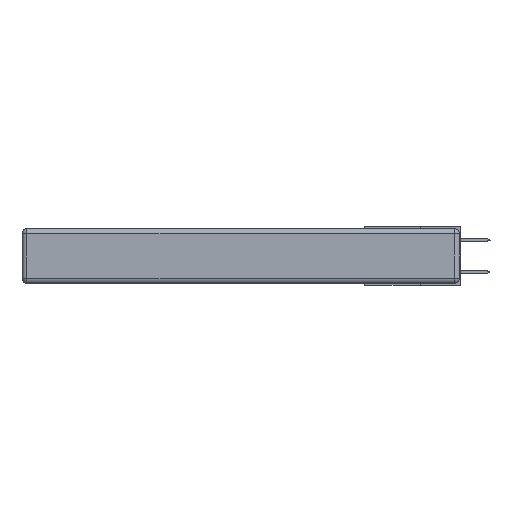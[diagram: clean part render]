
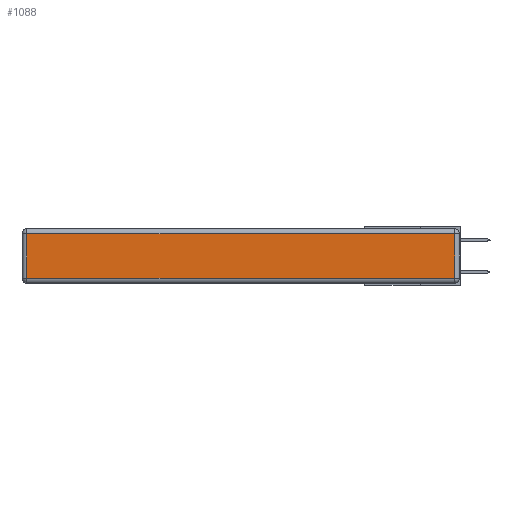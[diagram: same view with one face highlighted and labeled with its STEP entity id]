
A CAD part, left-side view. The second image highlights one B-rep face of the part: STEP entity #1088.
In plain terms, the highlighted planar face has unit normal (-1, 0, 0).
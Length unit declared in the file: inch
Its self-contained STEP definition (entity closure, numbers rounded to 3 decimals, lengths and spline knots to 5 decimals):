
#53 = AXIS2_PLACEMENT_3D ( 'NONE', #10520, #5968, #285 ) ;
#285 = DIRECTION ( 'NONE',  ( 0., 0., 1. ) ) ;
#460 = DIRECTION ( 'NONE',  ( 0., 0., -1. ) ) ;
#844 = ORIENTED_EDGE ( 'NONE', *, *, #1340, .T. ) ;
#1088 = ADVANCED_FACE ( 'NONE', ( #7659 ), #8151, .T. ) ;
#1340 = EDGE_CURVE ( 'NONE', #3097, #10568, #6023, .T. ) ;
#1905 = EDGE_CURVE ( 'NONE', #5302, #6078, #11021, .T. ) ;
#2303 = CARTESIAN_POINT ( 'NONE',  ( 0., 0.03, -0.03 ) ) ;
#3003 = CARTESIAN_POINT ( 'NONE',  ( 0., 0.03, -0.313 ) ) ;
#3097 = VERTEX_POINT ( 'NONE', #3003 ) ;
#3825 = EDGE_CURVE ( 'NONE', #6078, #3097, #5889, .T. ) ;
#4592 = CARTESIAN_POINT ( 'NONE',  ( 0., 2.72, -0.313 ) ) ;
#5226 = VECTOR ( 'NONE', #460, 39.37008 ) ;
#5302 = VERTEX_POINT ( 'NONE', #6138 ) ;
#5471 = CARTESIAN_POINT ( 'NONE',  ( 0., 0., -0.313 ) ) ;
#5889 = LINE ( 'NONE', #5471, #8241 ) ;
#5968 = DIRECTION ( 'NONE',  ( -1., 0., 0. ) ) ;
#6023 = LINE ( 'NONE', #7634, #11789 ) ;
#6078 = VERTEX_POINT ( 'NONE', #4592 ) ;
#6093 = EDGE_LOOP ( 'NONE', ( #13459, #844, #12624, #12272 ) ) ;
#6138 = CARTESIAN_POINT ( 'NONE',  ( 0., 2.72, -0.03 ) ) ;
#6873 = DIRECTION ( 'NONE',  ( 0., 0., 1. ) ) ;
#7634 = CARTESIAN_POINT ( 'NONE',  ( 0., 0.03, -0.343 ) ) ;
#7659 = FACE_OUTER_BOUND ( 'NONE', #6093, .T. ) ;
#8151 = PLANE ( 'NONE',  #53 ) ;
#8241 = VECTOR ( 'NONE', #14704, 39.37008 ) ;
#10520 = CARTESIAN_POINT ( 'NONE',  ( 0., 0., -0.343 ) ) ;
#10568 = VERTEX_POINT ( 'NONE', #2303 ) ;
#10699 = VECTOR ( 'NONE', #11637, 39.37008 ) ;
#10729 = CARTESIAN_POINT ( 'NONE',  ( 0., 2.72, -0.343 ) ) ;
#11021 = LINE ( 'NONE', #10729, #5226 ) ;
#11637 = DIRECTION ( 'NONE',  ( 0., 1., 0. ) ) ;
#11789 = VECTOR ( 'NONE', #6873, 39.37008 ) ;
#12272 = ORIENTED_EDGE ( 'NONE', *, *, #1905, .T. ) ;
#12624 = ORIENTED_EDGE ( 'NONE', *, *, #12761, .T. ) ;
#12761 = EDGE_CURVE ( 'NONE', #10568, #5302, #14234, .T. ) ;
#13459 = ORIENTED_EDGE ( 'NONE', *, *, #3825, .T. ) ;
#13607 = CARTESIAN_POINT ( 'NONE',  ( 0., 2.75, -0.03 ) ) ;
#14234 = LINE ( 'NONE', #13607, #10699 ) ;
#14704 = DIRECTION ( 'NONE',  ( 0., -1., 0. ) ) ;
